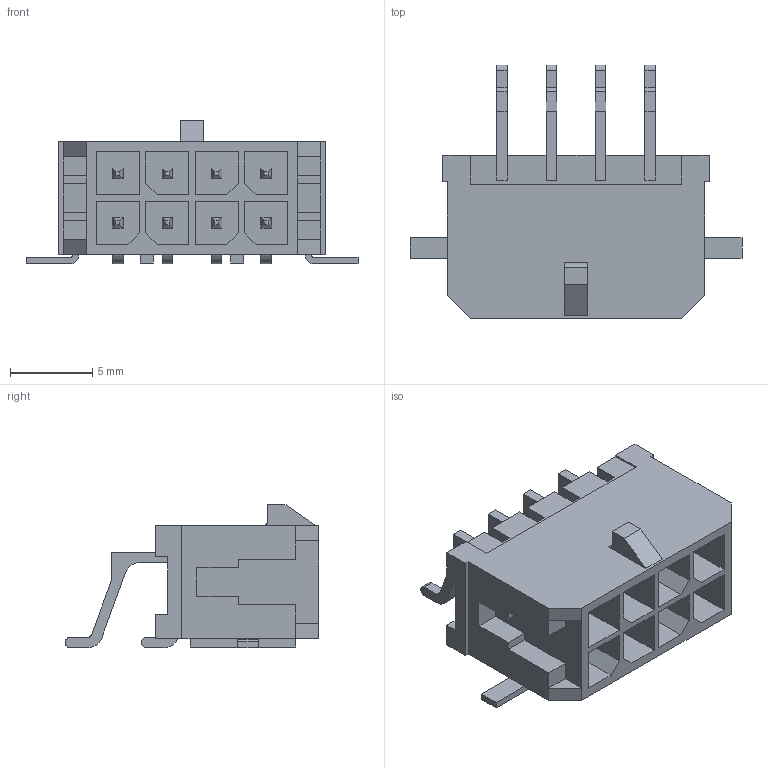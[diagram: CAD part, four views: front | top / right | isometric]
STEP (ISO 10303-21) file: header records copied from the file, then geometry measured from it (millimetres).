
FILE_DESCRIPTION (( 'STEP AP214' ), '1' );
FILE_NAME ('CONN-TH_43045-0809.step', '2022-08-03T17:11:35', ( '' ), ( '' ), 'SwSTEP 2.0', 'SolidWorks 2020', '' );
FILE_SCHEMA (( 'AUTOMOTIVE_DESIGN' ));
Length unit declared in the file: millimetre
Products named in the file (1): CONN-TH_43045-0809
Bounding box: 20.15 x 15.4 x 8.72 mm (x, y, z)
Volume: 656.5 mm3; surface area: 1646.7 mm2
Topology: 24 solids, 24 shells, 564 faces, 1499 edges, 986 vertices
Faces by surface type: plane 425, bspline 98, cylinder 41
Entity records: 24212 total; most frequent: CARTESIAN_POINT 4356, ORIENTED_EDGE 2998, DIRECTION 2315, EDGE_CURVE 1499, VECTOR 1217, LINE 1217, VERTEX_POINT 986, EDGE_LOOP 595
